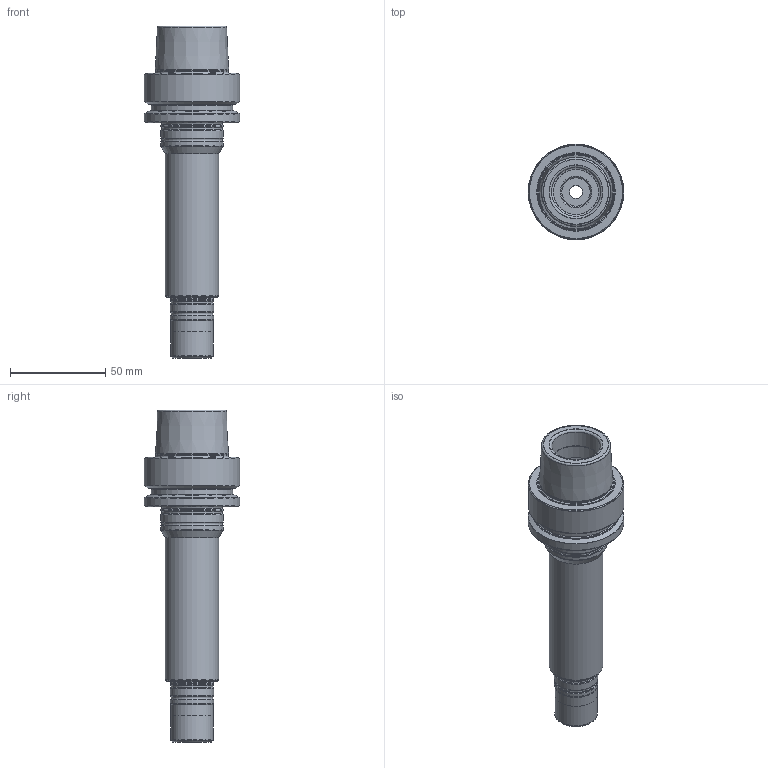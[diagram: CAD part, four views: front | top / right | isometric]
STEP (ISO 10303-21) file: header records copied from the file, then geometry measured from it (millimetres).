
FILE_DESCRIPTION(/* description */ (''),/* implementation_level */ '2;1');
FILE_NAME(/* name */ '455011684.stp',/* time_stamp */ '2021-01-08T12:42:05',/* author */ ('LRA'),/* organization */ ('REGO-FIX'),/* preprocessor_version */ ' Unknown',/* originating_system */ 'SIEMENS PLM Software Solid Edge ST10',/* authorization */ 'Unknown');
FILE_SCHEMA (('AUTOMOTIVE_DESIGN { 1 0 10303 214 2 1 1}'));
Length unit declared in the file: millimetre
Products named in the file (1): NOCUT
Bounding box: 50.3 x 50.3 x 174.7 mm (x, y, z)
Volume: 231515.8 mm3; surface area: 58153.2 mm2
Topology: 2 solids, 2 shells, 151 faces, 304 edges, 171 vertices
Faces by surface type: cone 58, cylinder 43, torus 32, plane 18
Full cylindrical faces by diameter (mm): 6.8 x2, 8.376 x4, 10.5 x2, 14.917 x2, 17 x2, 22 x2, 22.3 x1, 22.5 x3, 22.8 x3, 25.7 x2, 26 x2, 28 x1, 28.3 x1, 32 x2, 32.5 x3, 32.8 x3, 37.909 x1, 38.21 x1, 43 x2, 50 x2, 50.3 x2
Entity records: 4126 total; most frequent: DIRECTION 612, CARTESIAN_POINT 457, AXIS2_PLACEMENT_3D 306, ORIENTED_EDGE 302, EDGE_LOOP 302, FACE_BOUND 302, EDGE_CURVE 151, VERTEX_POINT 151
